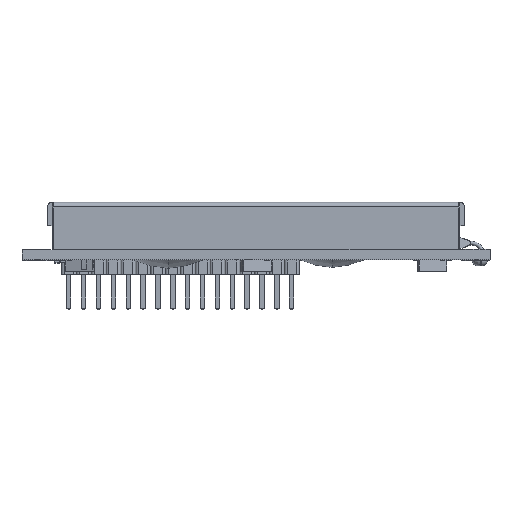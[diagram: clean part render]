
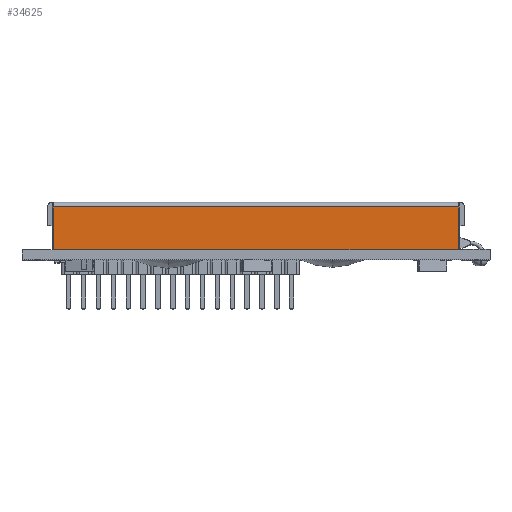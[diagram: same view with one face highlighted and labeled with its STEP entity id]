
A CAD part, top view. The second image highlights one B-rep face of the part: STEP entity #34625.
In plain terms, the highlighted planar face has unit normal (0, 0, 1).
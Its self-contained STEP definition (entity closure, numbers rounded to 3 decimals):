
#31777 = VERTEX_POINT('',#31778);
#31778 = CARTESIAN_POINT('',(-27.75,-7.3,13.4));
#31784 = EDGE_CURVE('',#31777,#31785,#31787,.T.);
#31785 = VERTEX_POINT('',#31786);
#31786 = CARTESIAN_POINT('',(-29.75,-7.3,13.4));
#31787 = LINE('',#31788,#31789);
#31788 = CARTESIAN_POINT('',(-29.75,-7.3,13.4));
#31789 = VECTOR('',#31790,1.);
#31790 = DIRECTION('',(-1.,-0.,-0.));
#32004 = VERTEX_POINT('',#32005);
#32005 = CARTESIAN_POINT('',(-2.25,-7.3,13.4));
#32011 = EDGE_CURVE('',#31777,#32004,#32012,.T.);
#32012 = LINE('',#32013,#32014);
#32013 = CARTESIAN_POINT('',(-34.65,-7.3,13.4));
#32014 = VECTOR('',#32015,1.);
#32015 = DIRECTION('',(1.,0.,0.));
#32106 = EDGE_CURVE('',#32107,#32109,#32111,.T.);
#32107 = VERTEX_POINT('',#32108);
#32108 = CARTESIAN_POINT('',(29.75,-7.3,13.4));
#32109 = VERTEX_POINT('',#32110);
#32110 = CARTESIAN_POINT('',(34.65,-7.3,13.4));
#32111 = LINE('',#32112,#32113);
#32112 = CARTESIAN_POINT('',(-34.65,-7.3,13.4));
#32113 = VECTOR('',#32114,1.);
#32114 = DIRECTION('',(1.,0.,0.));
#32155 = EDGE_CURVE('',#32156,#31785,#32158,.T.);
#32156 = VERTEX_POINT('',#32157);
#32157 = CARTESIAN_POINT('',(-34.65,-7.3,13.4));
#32158 = LINE('',#32159,#32160);
#32159 = CARTESIAN_POINT('',(-34.65,-7.3,13.4));
#32160 = VECTOR('',#32161,1.);
#32161 = DIRECTION('',(1.,0.,0.));
#34546 = EDGE_CURVE('',#34547,#32156,#34549,.T.);
#34547 = VERTEX_POINT('',#34548);
#34548 = CARTESIAN_POINT('',(-34.65,0.,13.4));
#34549 = LINE('',#34550,#34551);
#34550 = CARTESIAN_POINT('',(-34.65,0.8,13.4));
#34551 = VECTOR('',#34552,1.);
#34552 = DIRECTION('',(0.,-1.,0.));
#34572 = EDGE_CURVE('',#34573,#34575,#34577,.T.);
#34573 = VERTEX_POINT('',#34574);
#34574 = CARTESIAN_POINT('',(-0.25,-7.3,13.4));
#34575 = VERTEX_POINT('',#34576);
#34576 = CARTESIAN_POINT('',(27.75,-7.3,13.4));
#34577 = LINE('',#34578,#34579);
#34578 = CARTESIAN_POINT('',(-34.65,-7.3,13.4));
#34579 = VECTOR('',#34580,1.);
#34580 = DIRECTION('',(1.,0.,0.));
#34605 = VERTEX_POINT('',#34606);
#34606 = CARTESIAN_POINT('',(34.65,0.,13.4));
#34613 = EDGE_CURVE('',#32109,#34605,#34614,.T.);
#34614 = LINE('',#34615,#34616);
#34615 = CARTESIAN_POINT('',(34.65,0.8,13.4));
#34616 = VECTOR('',#34617,1.);
#34617 = DIRECTION('',(-0.,1.,-0.));
#34625 = ADVANCED_FACE('',(#34626),#34653,.T.);
#34626 = FACE_BOUND('',#34627,.T.);
#34627 = EDGE_LOOP('',(#34628,#34629,#34635,#34636,#34637,#34638,#34639,
    #34645,#34646,#34652));
#34628 = ORIENTED_EDGE('',*,*,#34613,.T.);
#34629 = ORIENTED_EDGE('',*,*,#34630,.T.);
#34630 = EDGE_CURVE('',#34605,#34547,#34631,.T.);
#34631 = LINE('',#34632,#34633);
#34632 = CARTESIAN_POINT('',(0.,0.,13.4));
#34633 = VECTOR('',#34634,1.);
#34634 = DIRECTION('',(-1.,0.,0.));
#34635 = ORIENTED_EDGE('',*,*,#34546,.T.);
#34636 = ORIENTED_EDGE('',*,*,#32155,.T.);
#34637 = ORIENTED_EDGE('',*,*,#31784,.F.);
#34638 = ORIENTED_EDGE('',*,*,#32011,.T.);
#34639 = ORIENTED_EDGE('',*,*,#34640,.F.);
#34640 = EDGE_CURVE('',#34573,#32004,#34641,.T.);
#34641 = LINE('',#34642,#34643);
#34642 = CARTESIAN_POINT('',(-2.25,-7.3,13.4));
#34643 = VECTOR('',#34644,1.);
#34644 = DIRECTION('',(-1.,-0.,-0.));
#34645 = ORIENTED_EDGE('',*,*,#34572,.T.);
#34646 = ORIENTED_EDGE('',*,*,#34647,.F.);
#34647 = EDGE_CURVE('',#32107,#34575,#34648,.T.);
#34648 = LINE('',#34649,#34650);
#34649 = CARTESIAN_POINT('',(29.75,-7.3,13.4));
#34650 = VECTOR('',#34651,1.);
#34651 = DIRECTION('',(-1.,0.,0.));
#34652 = ORIENTED_EDGE('',*,*,#32106,.T.);
#34653 = PLANE('',#34654);
#34654 = AXIS2_PLACEMENT_3D('',#34655,#34656,#34657);
#34655 = CARTESIAN_POINT('',(0.,0.,13.4));
#34656 = DIRECTION('',(-0.,0.,1.));
#34657 = DIRECTION('',(1.,0.,0.));
